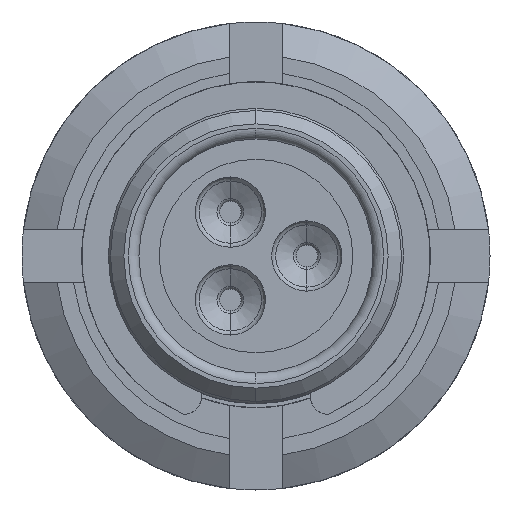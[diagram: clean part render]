
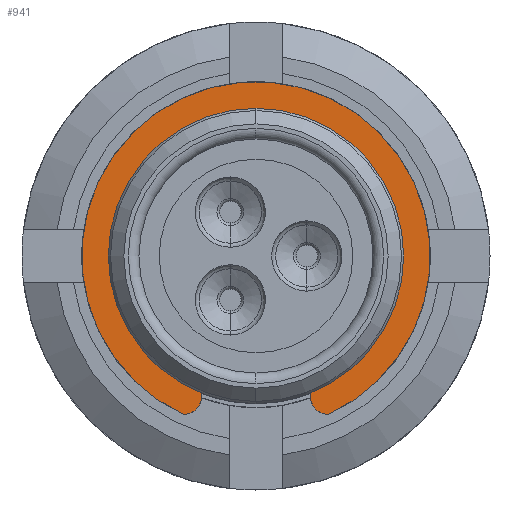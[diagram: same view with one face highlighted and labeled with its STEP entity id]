
A CAD part, left-side view. The second image highlights one B-rep face of the part: STEP entity #941.
In plain terms, the highlighted planar face has unit normal (-1, 0, 0).
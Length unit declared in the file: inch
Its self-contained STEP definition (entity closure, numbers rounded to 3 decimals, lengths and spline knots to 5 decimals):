
#43 = ORIENTED_EDGE ( 'NONE', *, *, #15285, .F. ) ;
#646 = EDGE_LOOP ( 'NONE', ( #40749, #30590, #3226, #43 ) ) ;
#880 = VERTEX_POINT ( 'NONE', #46617 ) ;
#941 = ADVANCED_FACE ( 'NONE', ( #4033 ), #39532, .F. ) ;
#1331 = DIRECTION ( 'NONE',  ( 0., 0., -1. ) ) ;
#1344 = AXIS2_PLACEMENT_3D ( 'NONE', #6735, #32135, #10374 ) ;
#1817 = CARTESIAN_POINT ( 'NONE',  ( 0.40992, 0., 0. ) ) ;
#2041 = CARTESIAN_POINT ( 'NONE',  ( 0.40992, 0., 0. ) ) ;
#2797 = CARTESIAN_POINT ( 'NONE',  ( 0.40992, -0.10748, -0.18041 ) ) ;
#2989 = AXIS2_PLACEMENT_3D ( 'NONE', #11550, #36892, #15176 ) ;
#3226 = ORIENTED_EDGE ( 'NONE', *, *, #3727, .T. ) ;
#3727 = EDGE_CURVE ( 'NONE', #31330, #12993, #21519, .T. ) ;
#4033 = FACE_OUTER_BOUND ( 'NONE', #646, .T. ) ;
#4604 = AXIS2_PLACEMENT_3D ( 'NONE', #1817, #16142, #1331 ) ;
#5593 = DIRECTION ( 'NONE',  ( 0., 0., -1. ) ) ;
#6735 = CARTESIAN_POINT ( 'NONE',  ( 0.40992, 0.10752, -0.20746 ) ) ;
#7372 = CARTESIAN_POINT ( 'NONE',  ( 0.40992, 0., 0. ) ) ;
#10374 = DIRECTION ( 'NONE',  ( 0., 0., -1. ) ) ;
#11550 = CARTESIAN_POINT ( 'NONE',  ( 0.40992, -0.10748, -0.20748 ) ) ;
#12993 = VERTEX_POINT ( 'NONE', #2797 ) ;
#15176 = DIRECTION ( 'NONE',  ( 0., 0., -1. ) ) ;
#15285 = EDGE_CURVE ( 'NONE', #42942, #12993, #24580, .T. ) ;
#16142 = DIRECTION ( 'NONE',  ( 1., 0., 0. ) ) ;
#16775 = AXIS2_PLACEMENT_3D ( 'NONE', #7372, #24032, #43150 ) ;
#21519 = CIRCLE ( 'NONE', #4604, 0.21 ) ;
#23088 = CARTESIAN_POINT ( 'NONE',  ( 0.40992, -0.10748, -0.23455 ) ) ;
#24032 = DIRECTION ( 'NONE',  ( 1., 0., 0. ) ) ;
#24580 = CIRCLE ( 'NONE', #2989, 0.02707 ) ;
#26991 = AXIS2_PLACEMENT_3D ( 'NONE', #2041, #27396, #5593 ) ;
#27396 = DIRECTION ( 'NONE',  ( 1., 0., 0. ) ) ;
#27412 = EDGE_CURVE ( 'NONE', #880, #42942, #45022, .T. ) ;
#30048 = EDGE_CURVE ( 'NONE', #31330, #880, #34244, .T. ) ;
#30590 = ORIENTED_EDGE ( 'NONE', *, *, #30048, .F. ) ;
#31330 = VERTEX_POINT ( 'NONE', #43508 ) ;
#32135 = DIRECTION ( 'NONE',  ( 1., 0., 0. ) ) ;
#34244 = CIRCLE ( 'NONE', #1344, 0.02707 ) ;
#36892 = DIRECTION ( 'NONE',  ( 1., 0., 0. ) ) ;
#39532 = PLANE ( 'NONE',  #16775 ) ;
#40749 = ORIENTED_EDGE ( 'NONE', *, *, #27412, .F. ) ;
#42942 = VERTEX_POINT ( 'NONE', #23088 ) ;
#43150 = DIRECTION ( 'NONE',  ( 0., 0., -1. ) ) ;
#43508 = CARTESIAN_POINT ( 'NONE',  ( 0.40992, 0.10752, -0.18039 ) ) ;
#45022 = CIRCLE ( 'NONE', #26991, 0.258 ) ;
#46617 = CARTESIAN_POINT ( 'NONE',  ( 0.40992, 0.10752, -0.23453 ) ) ;
